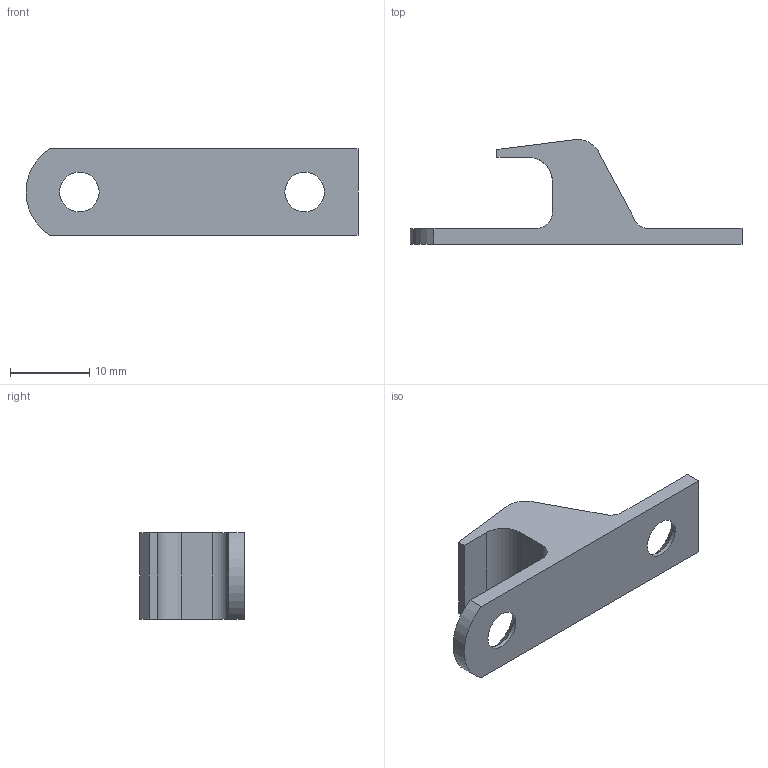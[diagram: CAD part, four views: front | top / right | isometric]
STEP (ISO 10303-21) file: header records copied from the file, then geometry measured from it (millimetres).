
FILE_DESCRIPTION((''),'2;1');
FILE_NAME('AUDI_FRONT_TRIM_HOOK','2014-08-16T',('matthewlaberge'),('Rudolph Technologies'),'PRO/ENGINEER BY PARAMETRIC TECHNOLOGY CORPORATION, 2013320','PRO/ENGINEER BY PARAMETRIC TECHNOLOGY CORPORATION, 2013320','');
FILE_SCHEMA(('CONFIG_CONTROL_DESIGN'));
Length unit declared in the file: millimetre
Products named in the file (1): AUDI_FRONT_TRIM_HOOK
Bounding box: 42 x 13.25 x 11 mm (x, y, z)
Volume: 1907.8 mm3; surface area: 1584.4 mm2
Topology: 1 solids, 1 shells, 24 faces, 62 edges, 40 vertices
Faces by surface type: plane 11, cylinder 9, cone 4
Entity records: 782 total; most frequent: DIRECTION 132, CARTESIAN_POINT 126, ORIENTED_EDGE 124, EDGE_CURVE 62, AXIS2_PLACEMENT_3D 46, VECTOR 40, LINE 40, VERTEX_POINT 40
